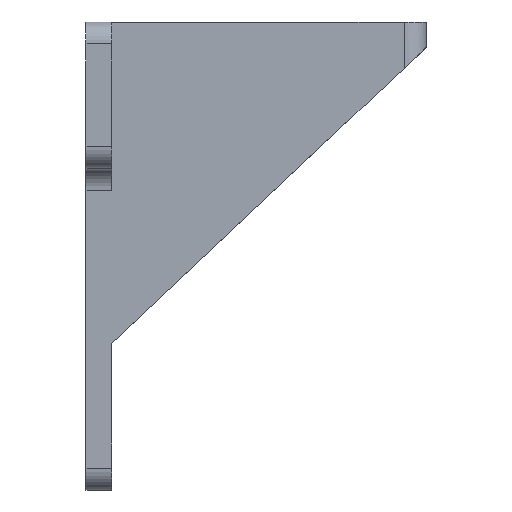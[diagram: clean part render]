
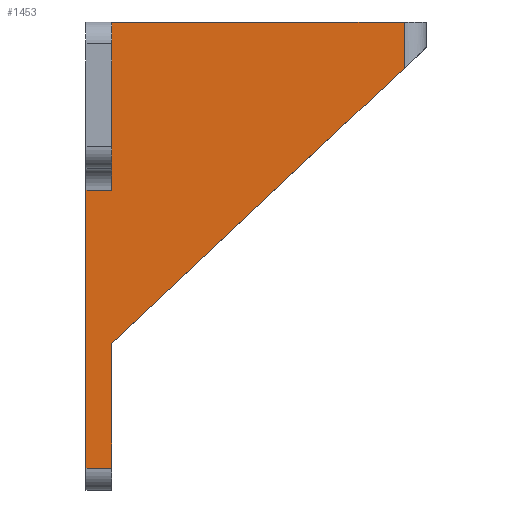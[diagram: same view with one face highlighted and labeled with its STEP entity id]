
A CAD part, front view. The second image highlights one B-rep face of the part: STEP entity #1453.
In plain terms, the highlighted planar face has unit normal (0, -1, 0).
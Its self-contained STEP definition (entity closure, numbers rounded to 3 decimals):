
#44 = PLANE('',#45);
#45 = AXIS2_PLACEMENT_3D('',#46,#47,#48);
#46 = CARTESIAN_POINT('',(0.,0.,-28.692));
#47 = DIRECTION('',(-1.,-0.,-0.));
#48 = DIRECTION('',(0.,0.,-1.));
#100 = PLANE('',#101);
#101 = AXIS2_PLACEMENT_3D('',#102,#103,#104);
#102 = CARTESIAN_POINT('',(3.5,-34.5,-20.));
#103 = DIRECTION('',(1.,0.,0.));
#104 = DIRECTION('',(0.,0.,1.));
#126 = CYLINDRICAL_SURFACE('',#127,3.);
#127 = AXIS2_PLACEMENT_3D('',#128,#129,#130);
#128 = CARTESIAN_POINT('',(0.,-27.5,-23.));
#129 = DIRECTION('',(1.,0.,0.));
#130 = DIRECTION('',(0.,-0.,1.));
#172 = VERTEX_POINT('',#173);
#173 = CARTESIAN_POINT('',(-0.,-24.5,-61.));
#192 = CYLINDRICAL_SURFACE('',#193,3.);
#193 = AXIS2_PLACEMENT_3D('',#194,#195,#196);
#194 = CARTESIAN_POINT('',(0.,-21.5,-61.));
#195 = DIRECTION('',(1.,0.,0.));
#196 = DIRECTION('',(0.,-1.,0.));
#204 = EDGE_CURVE('',#172,#205,#207,.T.);
#205 = VERTEX_POINT('',#206);
#206 = CARTESIAN_POINT('',(0.,-24.5,-23.));
#207 = SURFACE_CURVE('',#208,(#212,#219),.PCURVE_S1.);
#208 = LINE('',#209,#210);
#209 = CARTESIAN_POINT('',(0.,-24.5,-64.));
#210 = VECTOR('',#211,1.);
#211 = DIRECTION('',(0.,0.,1.));
#212 = PCURVE('',#44,#213);
#213 = DEFINITIONAL_REPRESENTATION('',(#214),#218);
#214 = LINE('',#215,#216);
#215 = CARTESIAN_POINT('',(35.308,24.5));
#216 = VECTOR('',#217,1.);
#217 = DIRECTION('',(-1.,0.));
#218 = ( GEOMETRIC_REPRESENTATION_CONTEXT(2) 
PARAMETRIC_REPRESENTATION_CONTEXT() REPRESENTATION_CONTEXT('2D SPACE',''
  ) );
#219 = PCURVE('',#220,#225);
#220 = PLANE('',#221);
#221 = AXIS2_PLACEMENT_3D('',#222,#223,#224);
#222 = CARTESIAN_POINT('',(14.584,-24.5,-24.577));
#223 = DIRECTION('',(0.,-1.,0.));
#224 = DIRECTION('',(0.,0.,-1.));
#225 = DEFINITIONAL_REPRESENTATION('',(#226),#230);
#226 = LINE('',#227,#228);
#227 = CARTESIAN_POINT('',(39.423,-14.584));
#228 = VECTOR('',#229,1.);
#229 = DIRECTION('',(-1.,0.));
#230 = ( GEOMETRIC_REPRESENTATION_CONTEXT(2) 
PARAMETRIC_REPRESENTATION_CONTEXT() REPRESENTATION_CONTEXT('2D SPACE',''
  ) );
#352 = PLANE('',#353);
#353 = AXIS2_PLACEMENT_3D('',#354,#355,#356);
#354 = CARTESIAN_POINT('',(19.527,0.,0.));
#355 = DIRECTION('',(0.,0.,1.));
#356 = DIRECTION('',(0.,1.,0.));
#1078 = EDGE_CURVE('',#205,#1079,#1081,.T.);
#1079 = VERTEX_POINT('',#1080);
#1080 = CARTESIAN_POINT('',(3.5,-24.5,-23.));
#1081 = SURFACE_CURVE('',#1082,(#1086,#1093),.PCURVE_S1.);
#1082 = LINE('',#1083,#1084);
#1083 = CARTESIAN_POINT('',(0.,-24.5,-23.));
#1084 = VECTOR('',#1085,1.);
#1085 = DIRECTION('',(1.,0.,0.));
#1086 = PCURVE('',#126,#1087);
#1087 = DEFINITIONAL_REPRESENTATION('',(#1088),#1092);
#1088 = LINE('',#1089,#1090);
#1089 = CARTESIAN_POINT('',(-1.571,0.));
#1090 = VECTOR('',#1091,1.);
#1091 = DIRECTION('',(-0.,1.));
#1092 = ( GEOMETRIC_REPRESENTATION_CONTEXT(2) 
PARAMETRIC_REPRESENTATION_CONTEXT() REPRESENTATION_CONTEXT('2D SPACE',''
  ) );
#1093 = PCURVE('',#220,#1094);
#1094 = DEFINITIONAL_REPRESENTATION('',(#1095),#1099);
#1095 = LINE('',#1096,#1097);
#1096 = CARTESIAN_POINT('',(-1.577,-14.584));
#1097 = VECTOR('',#1098,1.);
#1098 = DIRECTION('',(-0.,1.));
#1099 = ( GEOMETRIC_REPRESENTATION_CONTEXT(2) 
PARAMETRIC_REPRESENTATION_CONTEXT() REPRESENTATION_CONTEXT('2D SPACE',''
  ) );
#1134 = VERTEX_POINT('',#1135);
#1135 = CARTESIAN_POINT('',(3.5,-24.5,0.));
#1208 = EDGE_CURVE('',#1209,#1079,#1211,.T.);
#1209 = VERTEX_POINT('',#1210);
#1210 = CARTESIAN_POINT('',(3.5,-24.5,-20.));
#1211 = SURFACE_CURVE('',#1212,(#1216,#1223),.PCURVE_S1.);
#1212 = LINE('',#1213,#1214);
#1213 = CARTESIAN_POINT('',(3.5,-24.5,-22.288));
#1214 = VECTOR('',#1215,1.);
#1215 = DIRECTION('',(0.,0.,-1.));
#1216 = PCURVE('',#100,#1217);
#1217 = DEFINITIONAL_REPRESENTATION('',(#1218),#1222);
#1218 = LINE('',#1219,#1220);
#1219 = CARTESIAN_POINT('',(-2.288,-10.));
#1220 = VECTOR('',#1221,1.);
#1221 = DIRECTION('',(-1.,0.));
#1222 = ( GEOMETRIC_REPRESENTATION_CONTEXT(2) 
PARAMETRIC_REPRESENTATION_CONTEXT() REPRESENTATION_CONTEXT('2D SPACE',''
  ) );
#1223 = PCURVE('',#220,#1224);
#1224 = DEFINITIONAL_REPRESENTATION('',(#1225),#1229);
#1225 = LINE('',#1226,#1227);
#1226 = CARTESIAN_POINT('',(-2.288,-11.084));
#1227 = VECTOR('',#1228,1.);
#1228 = DIRECTION('',(1.,0.));
#1229 = ( GEOMETRIC_REPRESENTATION_CONTEXT(2) 
PARAMETRIC_REPRESENTATION_CONTEXT() REPRESENTATION_CONTEXT('2D SPACE',''
  ) );
#1231 = EDGE_CURVE('',#1209,#1134,#1232,.T.);
#1232 = SURFACE_CURVE('',#1233,(#1237,#1244),.PCURVE_S1.);
#1233 = LINE('',#1234,#1235);
#1234 = CARTESIAN_POINT('',(3.5,-24.5,-64.));
#1235 = VECTOR('',#1236,1.);
#1236 = DIRECTION('',(0.,0.,1.));
#1237 = PCURVE('',#100,#1238);
#1238 = DEFINITIONAL_REPRESENTATION('',(#1239),#1243);
#1239 = LINE('',#1240,#1241);
#1240 = CARTESIAN_POINT('',(-44.,-10.));
#1241 = VECTOR('',#1242,1.);
#1242 = DIRECTION('',(1.,0.));
#1243 = ( GEOMETRIC_REPRESENTATION_CONTEXT(2) 
PARAMETRIC_REPRESENTATION_CONTEXT() REPRESENTATION_CONTEXT('2D SPACE',''
  ) );
#1244 = PCURVE('',#220,#1245);
#1245 = DEFINITIONAL_REPRESENTATION('',(#1246),#1250);
#1246 = LINE('',#1247,#1248);
#1247 = CARTESIAN_POINT('',(39.423,-11.084));
#1248 = VECTOR('',#1249,1.);
#1249 = DIRECTION('',(-1.,0.));
#1250 = ( GEOMETRIC_REPRESENTATION_CONTEXT(2) 
PARAMETRIC_REPRESENTATION_CONTEXT() REPRESENTATION_CONTEXT('2D SPACE',''
  ) );
#1321 = PLANE('',#1322);
#1322 = AXIS2_PLACEMENT_3D('',#1323,#1324,#1325);
#1323 = CARTESIAN_POINT('',(3.5,0.,-34.86));
#1324 = DIRECTION('',(1.,0.,0.));
#1325 = DIRECTION('',(0.,0.,1.));
#1360 = VERTEX_POINT('',#1361);
#1361 = CARTESIAN_POINT('',(3.5,-24.5,-61.));
#1383 = EDGE_CURVE('',#172,#1360,#1384,.T.);
#1384 = SURFACE_CURVE('',#1385,(#1389,#1396),.PCURVE_S1.);
#1385 = LINE('',#1386,#1387);
#1386 = CARTESIAN_POINT('',(0.,-24.5,-61.));
#1387 = VECTOR('',#1388,1.);
#1388 = DIRECTION('',(1.,0.,0.));
#1389 = PCURVE('',#192,#1390);
#1390 = DEFINITIONAL_REPRESENTATION('',(#1391),#1395);
#1391 = LINE('',#1392,#1393);
#1392 = CARTESIAN_POINT('',(0.,0.));
#1393 = VECTOR('',#1394,1.);
#1394 = DIRECTION('',(0.,1.));
#1395 = ( GEOMETRIC_REPRESENTATION_CONTEXT(2) 
PARAMETRIC_REPRESENTATION_CONTEXT() REPRESENTATION_CONTEXT('2D SPACE',''
  ) );
#1396 = PCURVE('',#220,#1397);
#1397 = DEFINITIONAL_REPRESENTATION('',(#1398),#1402);
#1398 = LINE('',#1399,#1400);
#1399 = CARTESIAN_POINT('',(36.423,-14.584));
#1400 = VECTOR('',#1401,1.);
#1401 = DIRECTION('',(0.,1.));
#1402 = ( GEOMETRIC_REPRESENTATION_CONTEXT(2) 
PARAMETRIC_REPRESENTATION_CONTEXT() REPRESENTATION_CONTEXT('2D SPACE',''
  ) );
#1453 = ADVANCED_FACE('',(#1454),#220,.T.);
#1454 = FACE_BOUND('',#1455,.T.);
#1455 = EDGE_LOOP('',(#1456,#1479,#1507,#1535,#1556,#1557,#1558,#1559,
    #1560));
#1456 = ORIENTED_EDGE('',*,*,#1457,.T.);
#1457 = EDGE_CURVE('',#1360,#1458,#1460,.T.);
#1458 = VERTEX_POINT('',#1459);
#1459 = CARTESIAN_POINT('',(3.5,-24.5,-44.));
#1460 = SURFACE_CURVE('',#1461,(#1465,#1472),.PCURVE_S1.);
#1461 = LINE('',#1462,#1463);
#1462 = CARTESIAN_POINT('',(3.5,-24.5,-64.));
#1463 = VECTOR('',#1464,1.);
#1464 = DIRECTION('',(0.,0.,1.));
#1465 = PCURVE('',#220,#1466);
#1466 = DEFINITIONAL_REPRESENTATION('',(#1467),#1471);
#1467 = LINE('',#1468,#1469);
#1468 = CARTESIAN_POINT('',(39.423,-11.084));
#1469 = VECTOR('',#1470,1.);
#1470 = DIRECTION('',(-1.,0.));
#1471 = ( GEOMETRIC_REPRESENTATION_CONTEXT(2) 
PARAMETRIC_REPRESENTATION_CONTEXT() REPRESENTATION_CONTEXT('2D SPACE',''
  ) );
#1472 = PCURVE('',#1321,#1473);
#1473 = DEFINITIONAL_REPRESENTATION('',(#1474),#1478);
#1474 = LINE('',#1475,#1476);
#1475 = CARTESIAN_POINT('',(-29.14,24.5));
#1476 = VECTOR('',#1477,1.);
#1477 = DIRECTION('',(1.,0.));
#1478 = ( GEOMETRIC_REPRESENTATION_CONTEXT(2) 
PARAMETRIC_REPRESENTATION_CONTEXT() REPRESENTATION_CONTEXT('2D SPACE',''
  ) );
#1479 = ORIENTED_EDGE('',*,*,#1480,.T.);
#1480 = EDGE_CURVE('',#1458,#1481,#1483,.T.);
#1481 = VERTEX_POINT('',#1482);
#1482 = CARTESIAN_POINT('',(43.5,-24.5,-6.326));
#1483 = SURFACE_CURVE('',#1484,(#1488,#1495),.PCURVE_S1.);
#1484 = LINE('',#1485,#1486);
#1485 = CARTESIAN_POINT('',(3.5,-24.5,-44.));
#1486 = VECTOR('',#1487,1.);
#1487 = DIRECTION('',(0.728,0.,0.686));
#1488 = PCURVE('',#220,#1489);
#1489 = DEFINITIONAL_REPRESENTATION('',(#1490),#1494);
#1490 = LINE('',#1491,#1492);
#1491 = CARTESIAN_POINT('',(19.423,-11.084));
#1492 = VECTOR('',#1493,1.);
#1493 = DIRECTION('',(-0.686,0.728));
#1494 = ( GEOMETRIC_REPRESENTATION_CONTEXT(2) 
PARAMETRIC_REPRESENTATION_CONTEXT() REPRESENTATION_CONTEXT('2D SPACE',''
  ) );
#1495 = PCURVE('',#1496,#1501);
#1496 = PLANE('',#1497);
#1497 = AXIS2_PLACEMENT_3D('',#1498,#1499,#1500);
#1498 = CARTESIAN_POINT('',(3.5,24.5,-44.));
#1499 = DIRECTION('',(-0.686,0.,0.728));
#1500 = DIRECTION('',(0.728,0.,0.686));
#1501 = DEFINITIONAL_REPRESENTATION('',(#1502),#1506);
#1502 = LINE('',#1503,#1504);
#1503 = CARTESIAN_POINT('',(0.,-49.));
#1504 = VECTOR('',#1505,1.);
#1505 = DIRECTION('',(1.,0.));
#1506 = ( GEOMETRIC_REPRESENTATION_CONTEXT(2) 
PARAMETRIC_REPRESENTATION_CONTEXT() REPRESENTATION_CONTEXT('2D SPACE',''
  ) );
#1507 = ORIENTED_EDGE('',*,*,#1508,.T.);
#1508 = EDGE_CURVE('',#1481,#1509,#1511,.T.);
#1509 = VERTEX_POINT('',#1510);
#1510 = CARTESIAN_POINT('',(43.5,-24.5,0.));
#1511 = SURFACE_CURVE('',#1512,(#1516,#1523),.PCURVE_S1.);
#1512 = LINE('',#1513,#1514);
#1513 = CARTESIAN_POINT('',(43.5,-24.5,-3.5));
#1514 = VECTOR('',#1515,1.);
#1515 = DIRECTION('',(0.,0.,1.));
#1516 = PCURVE('',#220,#1517);
#1517 = DEFINITIONAL_REPRESENTATION('',(#1518),#1522);
#1518 = LINE('',#1519,#1520);
#1519 = CARTESIAN_POINT('',(-21.077,28.916));
#1520 = VECTOR('',#1521,1.);
#1521 = DIRECTION('',(-1.,0.));
#1522 = ( GEOMETRIC_REPRESENTATION_CONTEXT(2) 
PARAMETRIC_REPRESENTATION_CONTEXT() REPRESENTATION_CONTEXT('2D SPACE',''
  ) );
#1523 = PCURVE('',#1524,#1529);
#1524 = CYLINDRICAL_SURFACE('',#1525,3.);
#1525 = AXIS2_PLACEMENT_3D('',#1526,#1527,#1528);
#1526 = CARTESIAN_POINT('',(43.5,-21.5,-3.5));
#1527 = DIRECTION('',(0.,0.,1.));
#1528 = DIRECTION('',(0.,-1.,0.));
#1529 = DEFINITIONAL_REPRESENTATION('',(#1530),#1534);
#1530 = LINE('',#1531,#1532);
#1531 = CARTESIAN_POINT('',(0.,0.));
#1532 = VECTOR('',#1533,1.);
#1533 = DIRECTION('',(0.,1.));
#1534 = ( GEOMETRIC_REPRESENTATION_CONTEXT(2) 
PARAMETRIC_REPRESENTATION_CONTEXT() REPRESENTATION_CONTEXT('2D SPACE',''
  ) );
#1535 = ORIENTED_EDGE('',*,*,#1536,.T.);
#1536 = EDGE_CURVE('',#1509,#1134,#1537,.T.);
#1537 = SURFACE_CURVE('',#1538,(#1542,#1549),.PCURVE_S1.);
#1538 = LINE('',#1539,#1540);
#1539 = CARTESIAN_POINT('',(46.5,-24.5,0.));
#1540 = VECTOR('',#1541,1.);
#1541 = DIRECTION('',(-1.,0.,0.));
#1542 = PCURVE('',#220,#1543);
#1543 = DEFINITIONAL_REPRESENTATION('',(#1544),#1548);
#1544 = LINE('',#1545,#1546);
#1545 = CARTESIAN_POINT('',(-24.577,31.916));
#1546 = VECTOR('',#1547,1.);
#1547 = DIRECTION('',(0.,-1.));
#1548 = ( GEOMETRIC_REPRESENTATION_CONTEXT(2) 
PARAMETRIC_REPRESENTATION_CONTEXT() REPRESENTATION_CONTEXT('2D SPACE',''
  ) );
#1549 = PCURVE('',#352,#1550);
#1550 = DEFINITIONAL_REPRESENTATION('',(#1551),#1555);
#1551 = LINE('',#1552,#1553);
#1552 = CARTESIAN_POINT('',(-24.5,-26.973));
#1553 = VECTOR('',#1554,1.);
#1554 = DIRECTION('',(0.,1.));
#1555 = ( GEOMETRIC_REPRESENTATION_CONTEXT(2) 
PARAMETRIC_REPRESENTATION_CONTEXT() REPRESENTATION_CONTEXT('2D SPACE',''
  ) );
#1556 = ORIENTED_EDGE('',*,*,#1231,.F.);
#1557 = ORIENTED_EDGE('',*,*,#1208,.T.);
#1558 = ORIENTED_EDGE('',*,*,#1078,.F.);
#1559 = ORIENTED_EDGE('',*,*,#204,.F.);
#1560 = ORIENTED_EDGE('',*,*,#1383,.T.);
